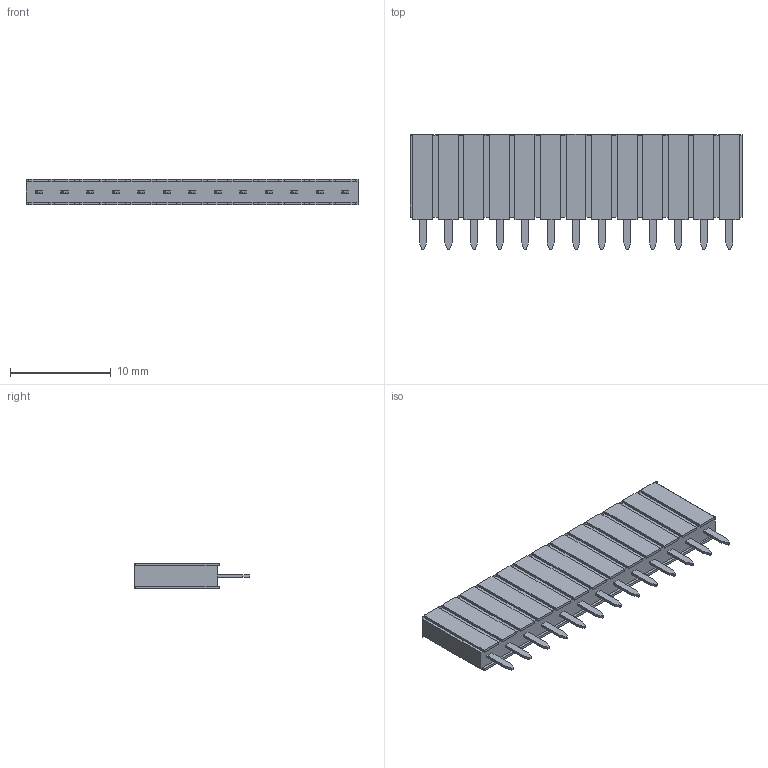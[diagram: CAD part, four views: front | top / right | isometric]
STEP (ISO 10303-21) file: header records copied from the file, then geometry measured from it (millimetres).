
FILE_DESCRIPTION(/* description */ (''),/* implementation_level */ '2;1');
FILE_NAME(/* name */ 'FHU-1x13.step',/* time_stamp */ '2022-02-09T09:41:51+09:00',/* author */ (''),/* organization */ (''),/* preprocessor_version */ 'ST-DEVELOPER v18.1',/* originating_system */ 'Autodesk Translation Framework v10.13.0.1454',/* authorisation */ '');
FILE_SCHEMA (('AUTOMOTIVE_DESIGN { 1 0 10303 214 3 1 1 }'));
Length unit declared in the file: millimetre
Products named in the file (1): FHUシリーズ
Bounding box: 33.02 x 11.5 x 2.5 mm (x, y, z)
Volume: 568.1 mm3; surface area: 1317.6 mm2
Topology: 14 solids, 14 shells, 465 faces, 1168 edges, 744 vertices
Faces by surface type: plane 465
Entity records: 13504 total; most frequent: CARTESIAN_POINT 2378, ORIENTED_EDGE 2336, DIRECTION 2100, LINE 1168, VECTOR 1168, EDGE_CURVE 1168, VERTEX_POINT 744, EDGE_LOOP 478
